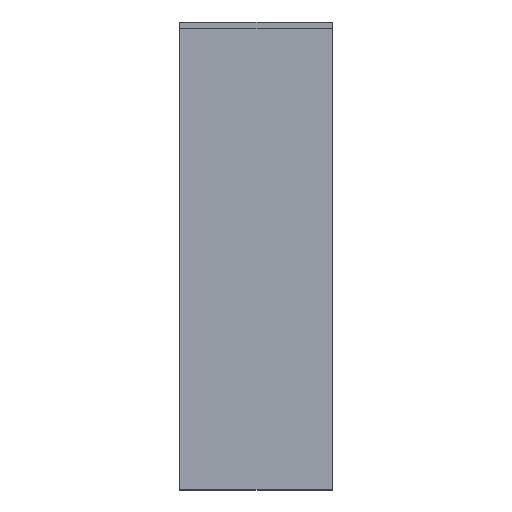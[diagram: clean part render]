
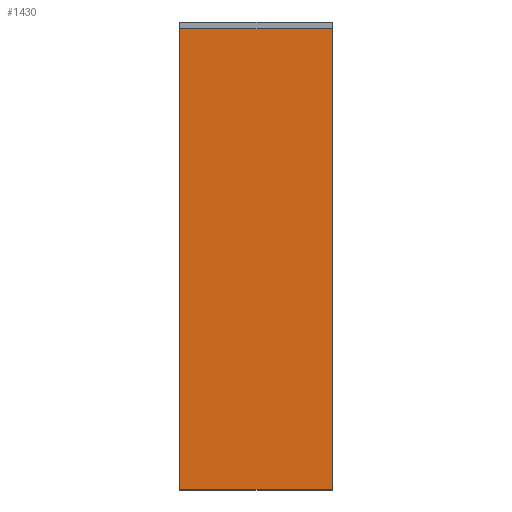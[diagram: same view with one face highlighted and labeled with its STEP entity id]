
A CAD part, left-side view. The second image highlights one B-rep face of the part: STEP entity #1430.
In plain terms, the highlighted planar face has unit normal (-1, 0, 0).
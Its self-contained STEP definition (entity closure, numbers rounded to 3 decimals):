
#66 = DIRECTION ( 'NONE',  ( 1., 0., 0. ) ) ;
#341 = VERTEX_POINT ( 'NONE', #426 ) ;
#393 = CARTESIAN_POINT ( 'NONE',  ( 92., 16.5, -0.01 ) ) ;
#426 = CARTESIAN_POINT ( 'NONE',  ( 92., -16.5, -100. ) ) ;
#449 = VERTEX_POINT ( 'NONE', #1446 ) ;
#576 = ORIENTED_EDGE ( 'NONE', *, *, #618, .F. ) ;
#613 = EDGE_CURVE ( 'NONE', #2093, #1007, #860, .T. ) ;
#618 = EDGE_CURVE ( 'NONE', #1007, #449, #1617, .T. ) ;
#626 = EDGE_CURVE ( 'NONE', #341, #2093, #1359, .T. ) ;
#627 = FACE_OUTER_BOUND ( 'NONE', #1746, .T. ) ;
#666 = VECTOR ( 'NONE', #1092, 1000. ) ;
#667 = VECTOR ( 'NONE', #1886, 1000. ) ;
#709 = ORIENTED_EDGE ( 'NONE', *, *, #613, .F. ) ;
#725 = DIRECTION ( 'NONE',  ( 0., -1., 0. ) ) ;
#733 = CARTESIAN_POINT ( 'NONE',  ( 92., 16.5, -98.49 ) ) ;
#830 = ORIENTED_EDGE ( 'NONE', *, *, #626, .F. ) ;
#831 = CARTESIAN_POINT ( 'NONE',  ( 92., -18.635, -100. ) ) ;
#860 = LINE ( 'NONE', #733, #666 ) ;
#937 = CARTESIAN_POINT ( 'NONE',  ( 92., 16.5, -98.49 ) ) ;
#1007 = VERTEX_POINT ( 'NONE', #1883 ) ;
#1063 = CARTESIAN_POINT ( 'NONE',  ( 92., -16.5, -98.49 ) ) ;
#1092 = DIRECTION ( 'NONE',  ( 0., 0., 1. ) ) ;
#1243 = DIRECTION ( 'NONE',  ( 0., 0., -1. ) ) ;
#1294 = PLANE ( 'NONE',  #1825 ) ;
#1315 = LINE ( 'NONE', #1063, #1840 ) ;
#1359 = LINE ( 'NONE', #831, #667 ) ;
#1430 = ADVANCED_FACE ( 'NONE', ( #627 ), #1294, .F. ) ;
#1446 = CARTESIAN_POINT ( 'NONE',  ( 92., -16.5, -0.01 ) ) ;
#1560 = VECTOR ( 'NONE', #725, 1000. ) ;
#1617 = LINE ( 'NONE', #393, #1560 ) ;
#1644 = ORIENTED_EDGE ( 'NONE', *, *, #1695, .F. ) ;
#1695 = EDGE_CURVE ( 'NONE', #449, #341, #1315, .T. ) ;
#1746 = EDGE_LOOP ( 'NONE', ( #1644, #576, #709, #830 ) ) ;
#1825 = AXIS2_PLACEMENT_3D ( 'NONE', #937, #66, #1827 ) ;
#1827 = DIRECTION ( 'NONE',  ( 0., 0., -1. ) ) ;
#1840 = VECTOR ( 'NONE', #1243, 1000. ) ;
#1883 = CARTESIAN_POINT ( 'NONE',  ( 92., 16.5, -0.01 ) ) ;
#1886 = DIRECTION ( 'NONE',  ( 0., 1., 0. ) ) ;
#1918 = CARTESIAN_POINT ( 'NONE',  ( 92., 16.5, -100. ) ) ;
#2093 = VERTEX_POINT ( 'NONE', #1918 ) ;
